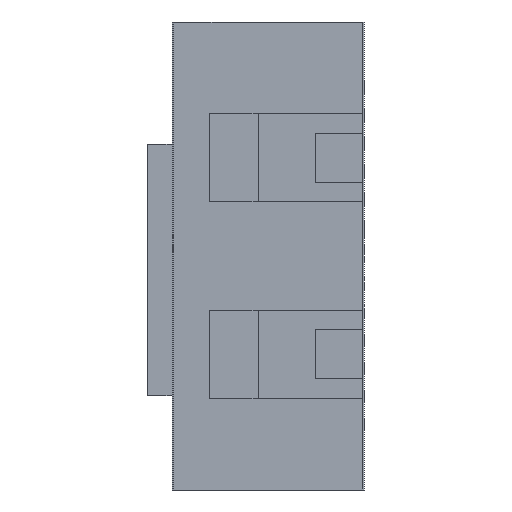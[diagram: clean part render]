
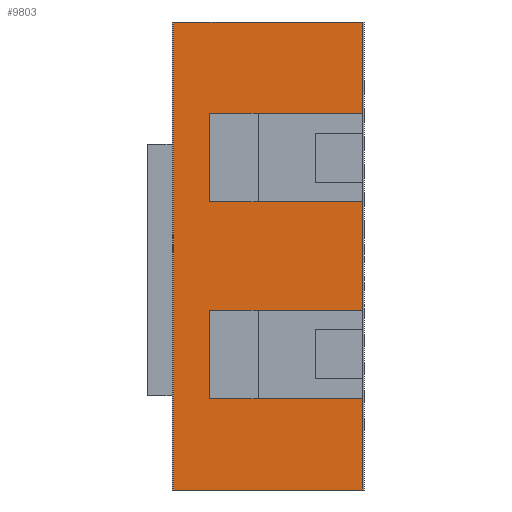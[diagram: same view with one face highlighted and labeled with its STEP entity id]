
A CAD part, front view. The second image highlights one B-rep face of the part: STEP entity #9803.
In plain terms, the highlighted planar face has unit normal (0, -1, 0).
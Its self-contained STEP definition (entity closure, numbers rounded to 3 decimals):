
#518=DIRECTION('',(0.,0.,-1.));
#519=VECTOR('',#518,275.);
#520=CARTESIAN_POINT('',(-55.5,10.5,137.5));
#521=LINE('',#520,#519);
#566=DIRECTION('',(-1.,0.,0.));
#567=VECTOR('',#566,111.);
#568=CARTESIAN_POINT('',(55.5,10.5,137.5));
#569=LINE('',#568,#567);
#710=DIRECTION('',(1.,0.,0.));
#711=VECTOR('',#710,90.);
#712=CARTESIAN_POINT('',(-34.5,10.5,83.75));
#713=LINE('',#712,#711);
#742=DIRECTION('',(0.,0.,1.));
#743=VECTOR('',#742,52.);
#744=CARTESIAN_POINT('',(-34.5,10.5,31.75));
#745=LINE('',#744,#743);
#750=DIRECTION('',(1.,0.,0.));
#751=VECTOR('',#750,90.);
#752=CARTESIAN_POINT('',(-34.5,10.5,31.75));
#753=LINE('',#752,#751);
#754=DIRECTION('',(0.,0.,-1.));
#755=VECTOR('',#754,63.5);
#756=CARTESIAN_POINT('',(55.5,10.5,31.75));
#757=LINE('',#756,#755);
#758=DIRECTION('',(1.,0.,0.));
#759=VECTOR('',#758,90.);
#760=CARTESIAN_POINT('',(-34.5,10.5,-83.75));
#761=LINE('',#760,#759);
#762=DIRECTION('',(0.,0.,-1.));
#763=VECTOR('',#762,53.75);
#764=CARTESIAN_POINT('',(55.5,10.5,-83.75));
#765=LINE('',#764,#763);
#766=DIRECTION('',(-1.,0.,0.));
#767=VECTOR('',#766,111.);
#768=CARTESIAN_POINT('',(55.5,10.5,-137.5));
#769=LINE('',#768,#767);
#770=DIRECTION('',(0.,0.,-1.));
#771=VECTOR('',#770,53.75);
#772=CARTESIAN_POINT('',(55.5,10.5,137.5));
#773=LINE('',#772,#771);
#786=DIRECTION('',(1.,0.,0.));
#787=VECTOR('',#786,90.);
#788=CARTESIAN_POINT('',(-34.5,10.5,-31.75));
#789=LINE('',#788,#787);
#866=DIRECTION('',(0.,0.,1.));
#867=VECTOR('',#866,52.);
#868=CARTESIAN_POINT('',(-34.5,10.5,-83.75));
#869=LINE('',#868,#867);
#7382=CARTESIAN_POINT('',(-55.5,10.5,-137.5));
#7384=VERTEX_POINT('',#7382);
#7386=CARTESIAN_POINT('',(55.5,10.5,-137.5));
#7387=VERTEX_POINT('',#7386);
#7396=CARTESIAN_POINT('',(-55.5,10.5,137.5));
#7397=VERTEX_POINT('',#7396);
#7404=CARTESIAN_POINT('',(55.5,10.5,137.5));
#7405=VERTEX_POINT('',#7404);
#7418=CARTESIAN_POINT('',(55.5,10.5,83.75));
#7419=VERTEX_POINT('',#7418);
#7421=CARTESIAN_POINT('',(55.5,10.5,31.75));
#7423=VERTEX_POINT('',#7421);
#7430=CARTESIAN_POINT('',(55.5,10.5,-31.75));
#7431=VERTEX_POINT('',#7430);
#7433=CARTESIAN_POINT('',(55.5,10.5,-83.75));
#7435=VERTEX_POINT('',#7433);
#7470=CARTESIAN_POINT('',(-34.5,10.5,-83.75));
#7471=VERTEX_POINT('',#7470);
#7480=CARTESIAN_POINT('',(-34.5,10.5,83.75));
#7481=VERTEX_POINT('',#7480);
#7482=CARTESIAN_POINT('',(-34.5,10.5,31.75));
#7483=VERTEX_POINT('',#7482);
#7484=CARTESIAN_POINT('',(-34.5,10.5,-31.75));
#7485=VERTEX_POINT('',#7484);
#9780=CARTESIAN_POINT('',(-55.5,10.5,-137.5));
#9781=DIRECTION('',(0.,-1.,0.));
#9782=DIRECTION('',(1.,0.,0.));
#9783=AXIS2_PLACEMENT_3D('',#9780,#9781,#9782);
#9784=PLANE('',#9783);
#9785=ORIENTED_EDGE('',*,*,#9722,.F.);
#9786=ORIENTED_EDGE('',*,*,#9772,.F.);
#9787=ORIENTED_EDGE('',*,*,#9634,.T.);
#9788=ORIENTED_EDGE('',*,*,#9614,.T.);
#9790=ORIENTED_EDGE('',*,*,#9789,.F.);
#9792=ORIENTED_EDGE('',*,*,#9791,.F.);
#9794=ORIENTED_EDGE('',*,*,#9793,.T.);
#9796=ORIENTED_EDGE('',*,*,#9795,.T.);
#9797=ORIENTED_EDGE('',*,*,#9363,.T.);
#9798=ORIENTED_EDGE('',*,*,#9396,.F.);
#9799=ORIENTED_EDGE('',*,*,#9464,.F.);
#9800=ORIENTED_EDGE('',*,*,#9536,.T.);
#9801=EDGE_LOOP('',(#9785,#9786,#9787,#9788,#9790,#9792,#9794,#9796,#9797,#9798,
#9799,#9800));
#9802=FACE_OUTER_BOUND('',#9801,.F.);
#9803=ADVANCED_FACE('',(#9802),#9784,.T.);
#9363=EDGE_CURVE('',#7387,#7384,#769,.T.);
#9396=EDGE_CURVE('',#7397,#7384,#521,.T.);
#9464=EDGE_CURVE('',#7405,#7397,#569,.T.);
#9536=EDGE_CURVE('',#7405,#7419,#773,.T.);
#9614=EDGE_CURVE('',#7423,#7431,#757,.T.);
#9634=EDGE_CURVE('',#7483,#7423,#753,.T.);
#9722=EDGE_CURVE('',#7481,#7419,#713,.T.);
#9772=EDGE_CURVE('',#7483,#7481,#745,.T.);
#9789=EDGE_CURVE('',#7485,#7431,#789,.T.);
#9791=EDGE_CURVE('',#7471,#7485,#869,.T.);
#9793=EDGE_CURVE('',#7471,#7435,#761,.T.);
#9795=EDGE_CURVE('',#7435,#7387,#765,.T.);
